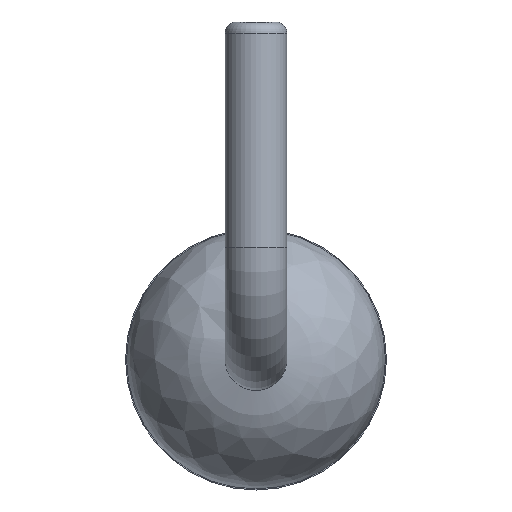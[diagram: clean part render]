
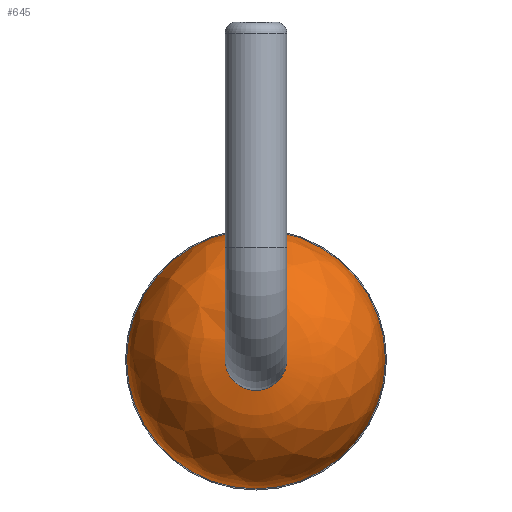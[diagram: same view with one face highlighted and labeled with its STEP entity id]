
A CAD part, left-side view. The second image highlights one B-rep face of the part: STEP entity #645.
In plain terms, the highlighted free-form (B-spline) face has degree [2, 2] with [3, 9] control points.
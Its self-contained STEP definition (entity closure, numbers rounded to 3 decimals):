
#31=(
BOUNDED_SURFACE()
B_SPLINE_SURFACE(2,2,((#1319,#1320,#1321,#1322,#1323,#1324,#1325,#1326,
#1327),(#1328,#1329,#1330,#1331,#1332,#1333,#1334,#1335,#1336),(#1337,#1338,
#1339,#1340,#1341,#1342,#1343,#1344,#1345)),.UNSPECIFIED.,.F.,.T.,.F.)
B_SPLINE_SURFACE_WITH_KNOTS((3,3),(3,2,2,2,3),(-1.445,0.),(-3.142,
-1.571,0.,1.571,3.142),.UNSPECIFIED.)
GEOMETRIC_REPRESENTATION_ITEM()
RATIONAL_B_SPLINE_SURFACE(((1.,0.707,1.,0.707,1.,
0.707,1.,0.707,1.),(0.75,0.53,0.75,
0.53,0.75,0.53,0.75,0.53,0.75),(1.,
0.707,1.,0.707,1.,0.707,1.,0.707,
1.)))
REPRESENTATION_ITEM('')
SURFACE()
);
#114=FACE_OUTER_BOUND('',#155,.T.);
#155=EDGE_LOOP('',(#559,#560,#561,#562,#563,#564));
#173=CIRCLE('',#690,0.275);
#231=CIRCLE('',#767,1.15);
#232=CIRCLE('',#768,1.15);
#233=CIRCLE('',#769,1.15);
#234=CIRCLE('',#770,1.);
#252=VERTEX_POINT('',#1044);
#301=VERTEX_POINT('',#1312);
#302=VERTEX_POINT('',#1314);
#303=VERTEX_POINT('',#1316);
#323=EDGE_CURVE('',#252,#252,#173,.T.);
#388=EDGE_CURVE('',#301,#302,#231,.T.);
#389=EDGE_CURVE('',#302,#303,#232,.T.);
#390=EDGE_CURVE('',#303,#301,#233,.T.);
#391=EDGE_CURVE('',#303,#252,#234,.T.);
#559=ORIENTED_EDGE('',*,*,#389,.F.);
#560=ORIENTED_EDGE('',*,*,#388,.F.);
#561=ORIENTED_EDGE('',*,*,#390,.F.);
#562=ORIENTED_EDGE('',*,*,#391,.T.);
#563=ORIENTED_EDGE('',*,*,#323,.T.);
#564=ORIENTED_EDGE('',*,*,#391,.F.);
#645=ADVANCED_FACE('',(#114),#31,.F.);
#690=AXIS2_PLACEMENT_3D('',#1046,#826,#827);
#767=AXIS2_PLACEMENT_3D('',#1315,#987,#988);
#768=AXIS2_PLACEMENT_3D('',#1317,#989,#990);
#769=AXIS2_PLACEMENT_3D('',#1318,#991,#992);
#770=AXIS2_PLACEMENT_3D('',#1346,#993,#994);
#826=DIRECTION('center_axis',(1.,0.,0.));
#827=DIRECTION('ref_axis',(0.,0.,-1.));
#987=DIRECTION('center_axis',(1.,0.,0.));
#988=DIRECTION('ref_axis',(0.,0.,-1.));
#989=DIRECTION('center_axis',(1.,0.,0.));
#990=DIRECTION('ref_axis',(0.,0.,-1.));
#991=DIRECTION('center_axis',(1.,0.,0.));
#992=DIRECTION('ref_axis',(0.,0.,-1.));
#993=DIRECTION('center_axis',(0.,-1.,0.));
#994=DIRECTION('ref_axis',(0.,0.,1.));
#1044=CARTESIAN_POINT('',(0.008,0.,0.275));
#1046=CARTESIAN_POINT('Origin',(0.008,0.,0.));
#1312=CARTESIAN_POINT('',(1.,-1.15,0.));
#1314=CARTESIAN_POINT('',(1.,1.15,0.));
#1315=CARTESIAN_POINT('Origin',(1.,0.,0.));
#1316=CARTESIAN_POINT('',(1.,0.,1.15));
#1317=CARTESIAN_POINT('Origin',(1.,0.,0.));
#1318=CARTESIAN_POINT('Origin',(1.,0.,0.));
#1319=CARTESIAN_POINT('Ctrl Pts',(0.008,0.,0.275));
#1320=CARTESIAN_POINT('Ctrl Pts',(0.008,-0.275,0.275));
#1321=CARTESIAN_POINT('Ctrl Pts',(0.008,-0.275,0.));
#1322=CARTESIAN_POINT('Ctrl Pts',(0.008,-0.275,-0.275));
#1323=CARTESIAN_POINT('Ctrl Pts',(0.008,0.,-0.275));
#1324=CARTESIAN_POINT('Ctrl Pts',(0.008,0.275,-0.275));
#1325=CARTESIAN_POINT('Ctrl Pts',(0.008,0.275,0.));
#1326=CARTESIAN_POINT('Ctrl Pts',(0.008,0.275,0.275));
#1327=CARTESIAN_POINT('Ctrl Pts',(0.008,0.,0.275));
#1328=CARTESIAN_POINT('Ctrl Pts',(0.118,0.,1.15));
#1329=CARTESIAN_POINT('Ctrl Pts',(0.118,-1.15,1.15));
#1330=CARTESIAN_POINT('Ctrl Pts',(0.118,-1.15,0.));
#1331=CARTESIAN_POINT('Ctrl Pts',(0.118,-1.15,-1.15));
#1332=CARTESIAN_POINT('Ctrl Pts',(0.118,0.,-1.15));
#1333=CARTESIAN_POINT('Ctrl Pts',(0.118,1.15,-1.15));
#1334=CARTESIAN_POINT('Ctrl Pts',(0.118,1.15,0.));
#1335=CARTESIAN_POINT('Ctrl Pts',(0.118,1.15,1.15));
#1336=CARTESIAN_POINT('Ctrl Pts',(0.118,0.,1.15));
#1337=CARTESIAN_POINT('Ctrl Pts',(1.,0.,1.15));
#1338=CARTESIAN_POINT('Ctrl Pts',(1.,-1.15,1.15));
#1339=CARTESIAN_POINT('Ctrl Pts',(1.,-1.15,0.));
#1340=CARTESIAN_POINT('Ctrl Pts',(1.,-1.15,-1.15));
#1341=CARTESIAN_POINT('Ctrl Pts',(1.,0.,-1.15));
#1342=CARTESIAN_POINT('Ctrl Pts',(1.,1.15,-1.15));
#1343=CARTESIAN_POINT('Ctrl Pts',(1.,1.15,0.));
#1344=CARTESIAN_POINT('Ctrl Pts',(1.,1.15,1.15));
#1345=CARTESIAN_POINT('Ctrl Pts',(1.,0.,1.15));
#1346=CARTESIAN_POINT('Origin',(1.,0.,0.15));
